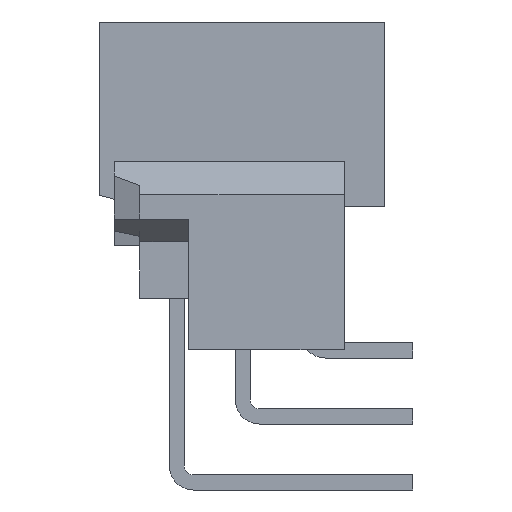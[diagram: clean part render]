
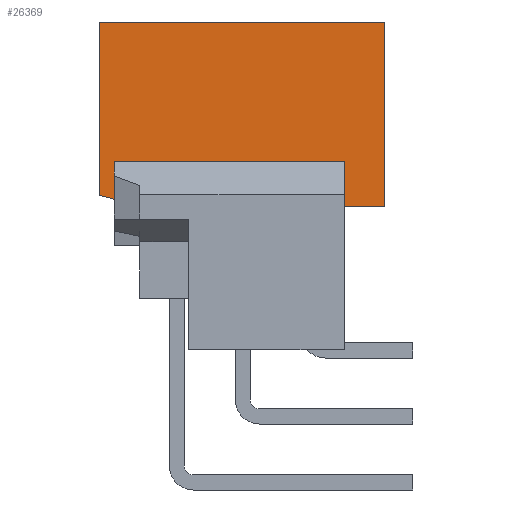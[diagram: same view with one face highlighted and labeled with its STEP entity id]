
A CAD part, left-side view. The second image highlights one B-rep face of the part: STEP entity #26369.
In plain terms, the highlighted planar face has unit normal (-1, 0, 0).
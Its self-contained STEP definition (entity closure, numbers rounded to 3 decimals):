
#134=DIRECTION('',(0.,1.,0.));
#135=VECTOR('',#134,8.282);
#136=CARTESIAN_POINT('',(-43.88,-3.935,-5.38));
#137=LINE('',#136,#135);
#138=DIRECTION('',(0.,0.,1.));
#139=VECTOR('',#138,1.6);
#140=CARTESIAN_POINT('',(-43.88,4.347,-6.98));
#141=LINE('',#140,#139);
#142=DIRECTION('',(0.,0.966,0.259));
#143=VECTOR('',#142,1.194);
#144=CARTESIAN_POINT('',(-43.88,4.347,-6.98));
#145=LINE('',#144,#143);
#146=DIRECTION('',(0.,0.,1.));
#147=VECTOR('',#146,6.671);
#148=CARTESIAN_POINT('',(-43.88,5.5,-6.671));
#149=LINE('',#148,#147);
#150=DIRECTION('',(0.,-1.,0.));
#151=VECTOR('',#150,11.);
#152=CARTESIAN_POINT('',(-43.88,5.5,0.));
#153=LINE('',#152,#151);
#154=DIRECTION('',(0.,0.,-1.));
#155=VECTOR('',#154,7.09);
#156=CARTESIAN_POINT('',(-43.88,-5.5,0.));
#157=LINE('',#156,#155);
#158=DIRECTION('',(0.,1.,0.));
#159=VECTOR('',#158,1.565);
#160=CARTESIAN_POINT('',(-43.88,-5.5,-7.09));
#161=LINE('',#160,#159);
#162=DIRECTION('',(0.,0.,1.));
#163=VECTOR('',#162,1.71);
#164=CARTESIAN_POINT('',(-43.88,-3.935,-7.09));
#165=LINE('',#164,#163);
#19898=CARTESIAN_POINT('',(-43.88,5.5,-6.671));
#19899=CARTESIAN_POINT('',(-43.88,5.5,0.));
#19900=VERTEX_POINT('',#19898);
#19901=VERTEX_POINT('',#19899);
#19902=CARTESIAN_POINT('',(-43.88,-5.5,0.));
#19903=VERTEX_POINT('',#19902);
#19904=CARTESIAN_POINT('',(-43.88,-5.5,-7.09));
#19905=VERTEX_POINT('',#19904);
#19922=CARTESIAN_POINT('',(-43.88,-3.935,-5.38));
#19923=CARTESIAN_POINT('',(-43.88,4.347,-5.38));
#19924=VERTEX_POINT('',#19922);
#19925=VERTEX_POINT('',#19923);
#19932=CARTESIAN_POINT('',(-43.88,-3.935,-7.09));
#19933=VERTEX_POINT('',#19932);
#19994=CARTESIAN_POINT('',(-43.88,4.347,-6.98));
#19995=VERTEX_POINT('',#19994);
#26346=CARTESIAN_POINT('',(-43.88,0.,0.));
#26347=DIRECTION('',(1.,0.,0.));
#26348=DIRECTION('',(0.,0.,-1.));
#26349=AXIS2_PLACEMENT_3D('',#26346,#26347,#26348);
#26350=PLANE('',#26349);
#26352=ORIENTED_EDGE('',*,*,#26351,.T.);
#26354=ORIENTED_EDGE('',*,*,#26353,.F.);
#26356=ORIENTED_EDGE('',*,*,#26355,.T.);
#26358=ORIENTED_EDGE('',*,*,#26357,.T.);
#26360=ORIENTED_EDGE('',*,*,#26359,.T.);
#26362=ORIENTED_EDGE('',*,*,#26361,.T.);
#26364=ORIENTED_EDGE('',*,*,#26363,.T.);
#26366=ORIENTED_EDGE('',*,*,#26365,.T.);
#26367=EDGE_LOOP('',(#26352,#26354,#26356,#26358,#26360,#26362,#26364,#26366));
#26368=FACE_OUTER_BOUND('',#26367,.F.);
#26351=EDGE_CURVE('',#19924,#19925,#137,.T.);
#26353=EDGE_CURVE('',#19995,#19925,#141,.T.);
#26355=EDGE_CURVE('',#19995,#19900,#145,.T.);
#26357=EDGE_CURVE('',#19900,#19901,#149,.T.);
#26359=EDGE_CURVE('',#19901,#19903,#153,.T.);
#26361=EDGE_CURVE('',#19903,#19905,#157,.T.);
#26363=EDGE_CURVE('',#19905,#19933,#161,.T.);
#26365=EDGE_CURVE('',#19933,#19924,#165,.T.);
#26369=ADVANCED_FACE('',(#26368),#26350,.F.);
